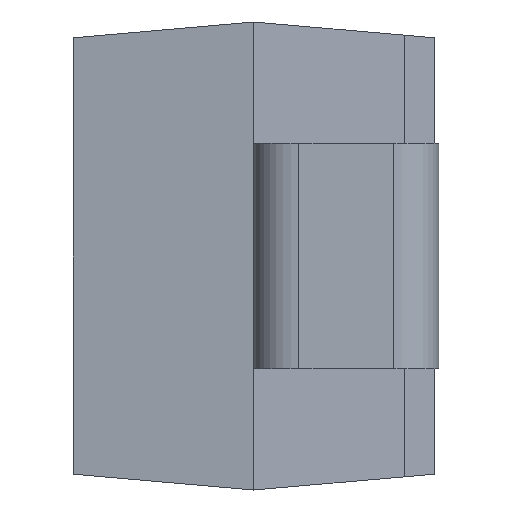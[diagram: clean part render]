
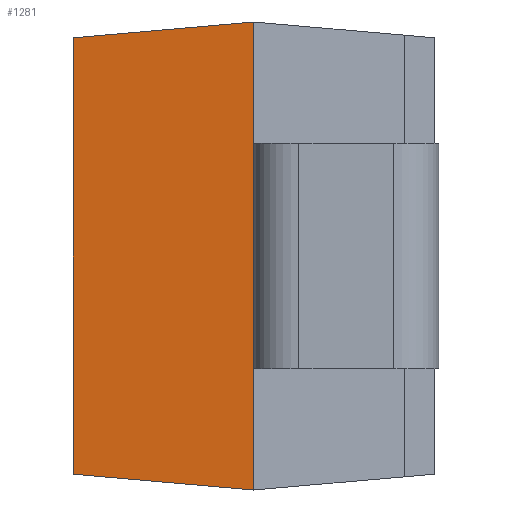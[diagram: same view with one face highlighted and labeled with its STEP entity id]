
A CAD part, left-side view. The second image highlights one B-rep face of the part: STEP entity #1281.
In plain terms, the highlighted planar face has unit normal (-0.996, 0.087, 0).
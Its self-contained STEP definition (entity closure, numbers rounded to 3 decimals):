
#23 = VERTEX_POINT ( 'NONE', #1131 ) ;
#74 = CARTESIAN_POINT ( 'NONE',  ( -2.2, 0., 0. ) ) ;
#94 = EDGE_CURVE ( 'NONE', #1039, #449, #891, .T. ) ;
#97 = DIRECTION ( 'NONE',  ( -0.087, -0.996, 0. ) ) ;
#159 = DIRECTION ( 'NONE',  ( -0.087, -0.992, -0.087 ) ) ;
#179 = VERTEX_POINT ( 'NONE', #942 ) ;
#250 = ORIENTED_EDGE ( 'NONE', *, *, #668, .T. ) ;
#296 = DIRECTION ( 'NONE',  ( 0., 0., -1. ) ) ;
#315 = EDGE_CURVE ( 'NONE', #179, #23, #1428, .T. ) ;
#324 = VECTOR ( 'NONE', #159, 1000. ) ;
#330 = EDGE_LOOP ( 'NONE', ( #1456, #353, #770, #250, #722, #411 ) ) ;
#353 = ORIENTED_EDGE ( 'NONE', *, *, #1057, .T. ) ;
#411 = ORIENTED_EDGE ( 'NONE', *, *, #868, .F. ) ;
#445 = LINE ( 'NONE', #1375, #1095 ) ;
#449 = VERTEX_POINT ( 'NONE', #1010 ) ;
#521 = VECTOR ( 'NONE', #1237, 1000. ) ;
#530 = DIRECTION ( 'NONE',  ( -0.996, 0.087, 0. ) ) ;
#627 = DIRECTION ( 'NONE',  ( 0., 0., 1. ) ) ;
#660 = FACE_OUTER_BOUND ( 'NONE', #330, .T. ) ;
#668 = EDGE_CURVE ( 'NONE', #1039, #1301, #1092, .T. ) ;
#722 = ORIENTED_EDGE ( 'NONE', *, *, #1170, .F. ) ;
#743 = DIRECTION ( 'NONE',  ( 0., 0., 1. ) ) ;
#752 = CARTESIAN_POINT ( 'NONE',  ( -2.095, 1.2, 0. ) ) ;
#770 = ORIENTED_EDGE ( 'NONE', *, *, #94, .F. ) ;
#831 = VECTOR ( 'NONE', #296, 1000. ) ;
#868 = EDGE_CURVE ( 'NONE', #23, #1197, #445, .T. ) ;
#874 = CARTESIAN_POINT ( 'NONE',  ( -2.2, 0., 0. ) ) ;
#891 = LINE ( 'NONE', #1353, #521 ) ;
#942 = CARTESIAN_POINT ( 'NONE',  ( -2.095, 1.2, -1.45 ) ) ;
#974 = LINE ( 'NONE', #874, #831 ) ;
#987 = VECTOR ( 'NONE', #627, 1000. ) ;
#1010 = CARTESIAN_POINT ( 'NONE',  ( -2.2, 0., -1.555 ) ) ;
#1020 = CARTESIAN_POINT ( 'NONE',  ( -2.095, 1.2, -1.45 ) ) ;
#1039 = VERTEX_POINT ( 'NONE', #1215 ) ;
#1057 = EDGE_CURVE ( 'NONE', #179, #449, #1264, .T. ) ;
#1092 = LINE ( 'NONE', #74, #1459 ) ;
#1095 = VECTOR ( 'NONE', #1266, 1000. ) ;
#1115 = PLANE ( 'NONE',  #1168 ) ;
#1131 = CARTESIAN_POINT ( 'NONE',  ( -2.095, 1.2, 1.45 ) ) ;
#1168 = AXIS2_PLACEMENT_3D ( 'NONE', #1469, #530, #97 ) ;
#1170 = EDGE_CURVE ( 'NONE', #1197, #1301, #974, .T. ) ;
#1197 = VERTEX_POINT ( 'NONE', #1449 ) ;
#1215 = CARTESIAN_POINT ( 'NONE',  ( -2.2, 0., -0.75 ) ) ;
#1237 = DIRECTION ( 'NONE',  ( 0., 0., -1. ) ) ;
#1264 = LINE ( 'NONE', #1020, #324 ) ;
#1266 = DIRECTION ( 'NONE',  ( -0.087, -0.992, 0.087 ) ) ;
#1281 = ADVANCED_FACE ( 'NONE', ( #660 ), #1115, .T. ) ;
#1301 = VERTEX_POINT ( 'NONE', #1359 ) ;
#1353 = CARTESIAN_POINT ( 'NONE',  ( -2.2, 0., 0. ) ) ;
#1359 = CARTESIAN_POINT ( 'NONE',  ( -2.2, 0., 0.75 ) ) ;
#1375 = CARTESIAN_POINT ( 'NONE',  ( -2.095, 1.2, 1.45 ) ) ;
#1428 = LINE ( 'NONE', #752, #987 ) ;
#1449 = CARTESIAN_POINT ( 'NONE',  ( -2.2, 0., 1.555 ) ) ;
#1456 = ORIENTED_EDGE ( 'NONE', *, *, #315, .F. ) ;
#1459 = VECTOR ( 'NONE', #743, 1000. ) ;
#1469 = CARTESIAN_POINT ( 'NONE',  ( -2.2, 0., 0. ) ) ;
